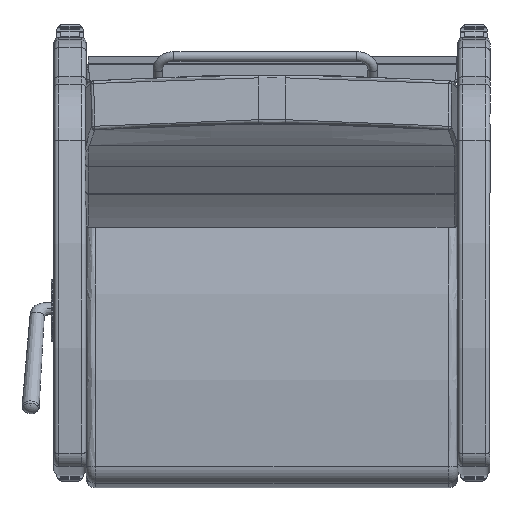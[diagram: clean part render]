
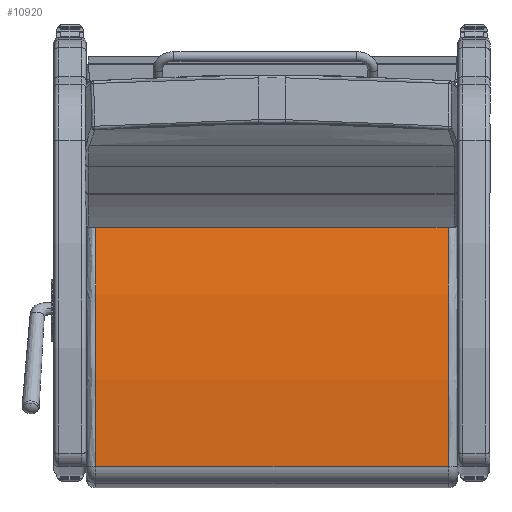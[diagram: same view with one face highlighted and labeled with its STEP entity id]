
A CAD part, front view. The second image highlights one B-rep face of the part: STEP entity #10920.
In plain terms, the highlighted free-form (B-spline) face has degree [1, 2] with [2, 3] control points.
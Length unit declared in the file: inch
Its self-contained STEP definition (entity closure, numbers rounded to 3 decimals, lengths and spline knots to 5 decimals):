
#28=(
BOUNDED_SURFACE()
B_SPLINE_SURFACE(1,2,((#18818,#18819,#18820),(#18821,#18822,#18823)),
 .UNSPECIFIED.,.F.,.F.,.F.)
B_SPLINE_SURFACE_WITH_KNOTS((2,2),(3,3),(-0.22896,0.22896),
(1.36178,1.69928),.UNSPECIFIED.)
GEOMETRIC_REPRESENTATION_ITEM()
RATIONAL_B_SPLINE_SURFACE(((1.,0.986,1.),(1.,0.986,
1.)))
REPRESENTATION_ITEM('')
SURFACE()
);
#916=ELLIPSE('',#12048,60.05357,60.);
#926=ELLIPSE('',#12076,60.05357,60.);
#1108=LINE('',#18816,#1784);
#1109=LINE('',#18825,#1785);
#1784=VECTOR('',#13952,0.3937);
#1785=VECTOR('',#13955,0.3937);
#2621=FACE_OUTER_BOUND('',#3356,.T.);
#3356=EDGE_LOOP('',(#7965,#7966,#7967,#7968));
#4944=VERTEX_POINT('',#18608);
#4945=VERTEX_POINT('',#18609);
#4970=VERTEX_POINT('',#18815);
#4971=VERTEX_POINT('',#18824);
#6047=EDGE_CURVE('',#4944,#4945,#916,.T.);
#6085=EDGE_CURVE('',#4945,#4970,#1108,.T.);
#6087=EDGE_CURVE('',#4944,#4971,#1109,.T.);
#6088=EDGE_CURVE('',#4970,#4971,#926,.T.);
#7965=ORIENTED_EDGE('',*,*,#6047,.F.);
#7966=ORIENTED_EDGE('',*,*,#6087,.T.);
#7967=ORIENTED_EDGE('',*,*,#6088,.F.);
#7968=ORIENTED_EDGE('',*,*,#6085,.F.);
#10920=ADVANCED_FACE('',(#2621),#28,.F.);
#12048=AXIS2_PLACEMENT_3D('',#18610,#13884,#13885);
#12076=AXIS2_PLACEMENT_3D('',#18826,#13956,#13957);
#13884=DIRECTION('center_axis',(0.,0.,-1.));
#13885=DIRECTION('ref_axis',(1.,0.,0.));
#13952=DIRECTION('',(0.,0.,1.));
#13955=DIRECTION('',(0.,0.,1.));
#13956=DIRECTION('center_axis',(0.,0.,1.));
#13957=DIRECTION('ref_axis',(1.,0.,0.));
#18608=CARTESIAN_POINT('',(-10.04459,1.25621,-13.75));
#18609=CARTESIAN_POINT('',(10.1114,0.44486,-13.75));
#18610=CARTESIAN_POINT('Origin',(-2.34979,-58.24922,-13.75));
#18815=CARTESIAN_POINT('',(10.1114,0.44486,13.75));
#18816=CARTESIAN_POINT('',(10.1114,0.44486,0.));
#18818=CARTESIAN_POINT('Ctrl Pts',(10.1114,0.44486,-13.75));
#18819=CARTESIAN_POINT('Ctrl Pts',(0.10258,2.56602,-13.75));
#18820=CARTESIAN_POINT('Ctrl Pts',(-10.04459,1.25621,-13.75));
#18821=CARTESIAN_POINT('Ctrl Pts',(10.1114,0.44486,13.75));
#18822=CARTESIAN_POINT('Ctrl Pts',(0.10258,2.56602,13.75));
#18823=CARTESIAN_POINT('Ctrl Pts',(-10.04459,1.25621,13.75));
#18824=CARTESIAN_POINT('',(-10.04459,1.25621,13.75));
#18825=CARTESIAN_POINT('',(-10.04459,1.25621,0.));
#18826=CARTESIAN_POINT('Origin',(-2.34979,-58.24922,13.75));
